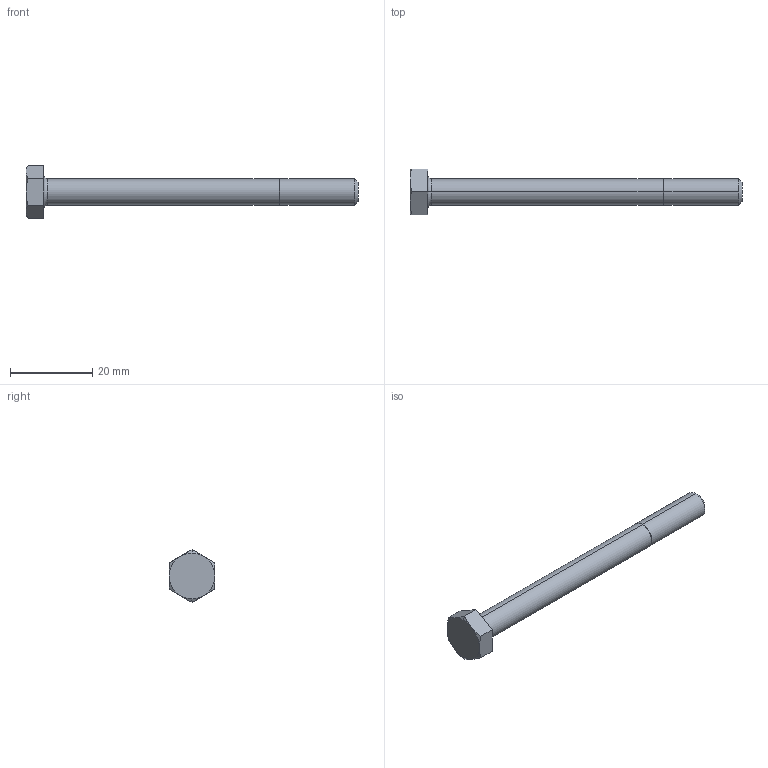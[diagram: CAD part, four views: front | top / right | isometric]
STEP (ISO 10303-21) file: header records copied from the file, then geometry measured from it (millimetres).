
FILE_DESCRIPTION(('starvars output'),'2;1');
FILE_NAME('cv20161103190733000097357.stp','19:07:33 2016/11/03',( 'Thomas Industrial Network Germany GmbH'),( 'Thomas Industrial Network Germany GmbH'),'unknown preprocess','ACIS' ,'unknown authorization');
FILE_SCHEMA(('AUTOMOTIVE_DESIGN_CC2 {UNKNOWN IMPLEMENTATION LEVEL}'));
Length unit declared in the file: millimetre
Products named in the file (1): PRODUCT_ID_1
Bounding box: 80.57 x 11.11 x 12.83 mm (x, y, z)
Volume: 2874.6 mm3; surface area: 1904.2 mm2
Topology: 1 solids, 1 shells, 29 faces, 60 edges, 34 vertices
Faces by surface type: cone 14, plane 9, cylinder 4, torus 2
Entity records: 922 total; most frequent: CARTESIAN_POINT 120, ORIENTED_EDGE 120, DIRECTION 76, EDGE_CURVE 60, VERTEX_POINT 34, EDGE_LOOP 30, FACE_BOUND 30, STYLED_ITEM 30
